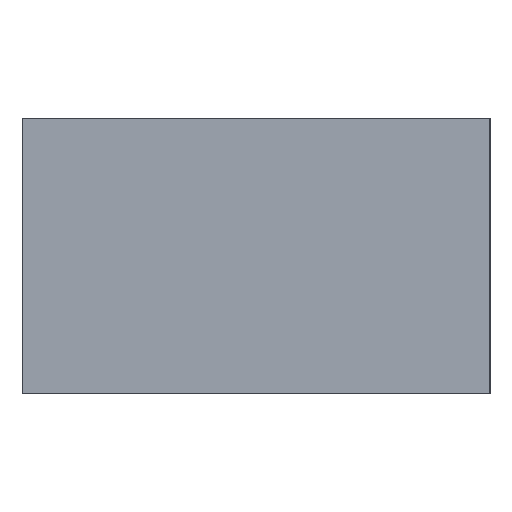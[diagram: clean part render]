
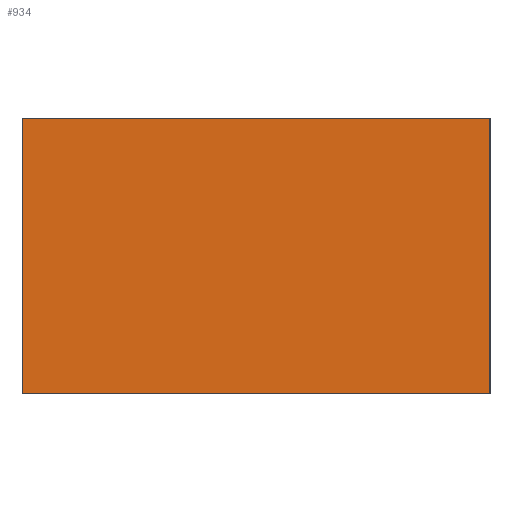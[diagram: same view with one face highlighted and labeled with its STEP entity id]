
A CAD part, left-side view. The second image highlights one B-rep face of the part: STEP entity #934.
In plain terms, the highlighted planar face has unit normal (-1, 0, 0).
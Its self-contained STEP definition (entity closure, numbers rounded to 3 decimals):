
#23 = FACE_OUTER_BOUND ( 'NONE', #91, .T. ) ;
#69 = AXIS2_PLACEMENT_3D ( 'NONE', #170, #603, #526 ) ;
#88 = VERTEX_POINT ( 'NONE', #707 ) ;
#91 = EDGE_LOOP ( 'NONE', ( #210, #138, #143, #815 ) ) ;
#101 = VERTEX_POINT ( 'NONE', #716 ) ;
#124 = EDGE_CURVE ( 'NONE', #101, #293, #848, .T. ) ;
#138 = ORIENTED_EDGE ( 'NONE', *, *, #566, .F. ) ;
#143 = ORIENTED_EDGE ( 'NONE', *, *, #124, .T. ) ;
#149 = LINE ( 'NONE', #813, #856 ) ;
#170 = CARTESIAN_POINT ( 'NONE',  ( 706.799, 0., 10. ) ) ;
#210 = ORIENTED_EDGE ( 'NONE', *, *, #264, .F. ) ;
#257 = EDGE_CURVE ( 'NONE', #293, #904, #359, .T. ) ;
#264 = EDGE_CURVE ( 'NONE', #88, #904, #149, .T. ) ;
#271 = VECTOR ( 'NONE', #482, 1000. ) ;
#293 = VERTEX_POINT ( 'NONE', #460 ) ;
#359 = LINE ( 'NONE', #654, #411 ) ;
#399 = DIRECTION ( 'NONE',  ( 0., 0., -1. ) ) ;
#411 = VECTOR ( 'NONE', #803, 1000. ) ;
#435 = DIRECTION ( 'NONE',  ( 0., 1., 0. ) ) ;
#446 = CARTESIAN_POINT ( 'NONE',  ( 706.799, 295.829, 0. ) ) ;
#460 = CARTESIAN_POINT ( 'NONE',  ( 706.799, 295.829, 10. ) ) ;
#482 = DIRECTION ( 'NONE',  ( 0., 1., 0. ) ) ;
#484 = CARTESIAN_POINT ( 'NONE',  ( 706.799, 278.829, 10. ) ) ;
#526 = DIRECTION ( 'NONE',  ( 0., 0., 1. ) ) ;
#566 = EDGE_CURVE ( 'NONE', #101, #88, #778, .T. ) ;
#603 = DIRECTION ( 'NONE',  ( -1., 0., 0. ) ) ;
#623 = PLANE ( 'NONE',  #69 ) ;
#654 = CARTESIAN_POINT ( 'NONE',  ( 706.799, 295.829, 10. ) ) ;
#691 = VECTOR ( 'NONE', #399, 1000. ) ;
#707 = CARTESIAN_POINT ( 'NONE',  ( 706.799, 278.829, 0. ) ) ;
#716 = CARTESIAN_POINT ( 'NONE',  ( 706.799, 278.829, 10. ) ) ;
#778 = LINE ( 'NONE', #484, #691 ) ;
#803 = DIRECTION ( 'NONE',  ( 0., 0., -1. ) ) ;
#813 = CARTESIAN_POINT ( 'NONE',  ( 706.799, 0., 0. ) ) ;
#815 = ORIENTED_EDGE ( 'NONE', *, *, #257, .T. ) ;
#848 = LINE ( 'NONE', #923, #271 ) ;
#856 = VECTOR ( 'NONE', #435, 1000. ) ;
#904 = VERTEX_POINT ( 'NONE', #446 ) ;
#923 = CARTESIAN_POINT ( 'NONE',  ( 706.799, 0., 10. ) ) ;
#934 = ADVANCED_FACE ( 'NONE', ( #23 ), #623, .T. ) ;
